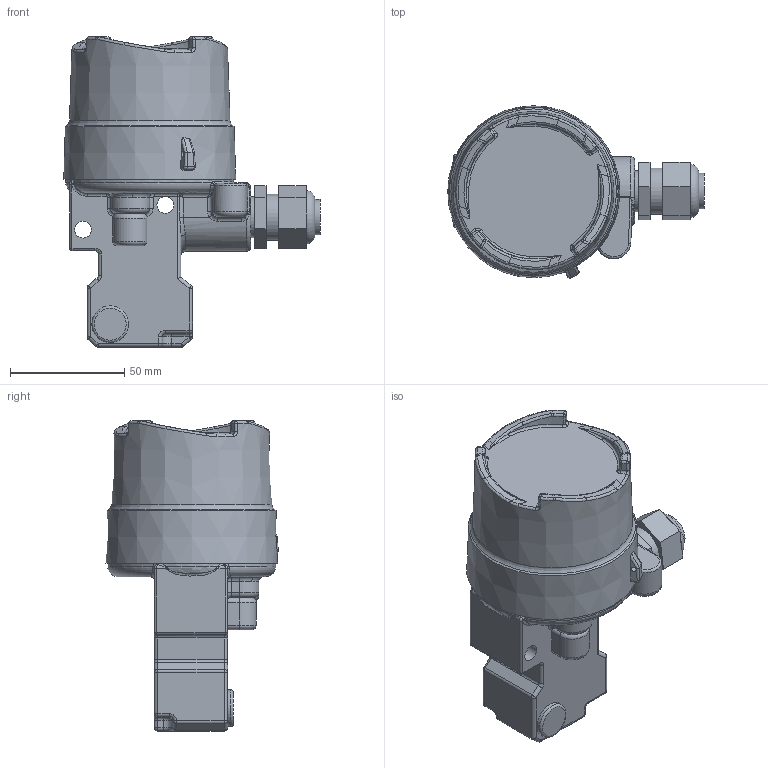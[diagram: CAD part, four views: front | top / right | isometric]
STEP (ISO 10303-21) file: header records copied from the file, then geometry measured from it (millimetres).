
FILE_DESCRIPTION(('STEP AP214'),'1');
FILE_NAME('TEIP11_Feldgehaeuse.stp','2021-04-21T06:39:54',(' '),(' '),'Spatial InterOp 3D',' ',' ');
FILE_SCHEMA(('AUTOMOTIVE_DESIGN { 1 0 10303 214 1 1 1 1 }'));
Length unit declared in the file: millimetre
Products named in the file (1): 1
Bounding box: 112.14 x 75.39 x 135.6 mm (x, y, z)
Volume: 386422.3 mm3; surface area: 40485.2 mm2
Topology: 1 solids, 1 shells, 384 faces, 900 edges, 500 vertices
Faces by surface type: cylinder 120, bspline 108, plane 77, torus 46, sphere 26, cone 7
Full cylindrical faces by diameter (mm): 2.2 x1, 7.3 x2, 11 x1, 15.506 x1, 16 x1, 18 x1, 20.107 x1
Entity records: 18159 total; most frequent: CARTESIAN_POINT 10217, ORIENTED_EDGE 1710, DIRECTION 1599, EDGE_CURVE 855, AXIS2_PLACEMENT_3D 671, VERTEX_POINT 494, EDGE_LOOP 411, FACE_OUTER_BOUND 395
